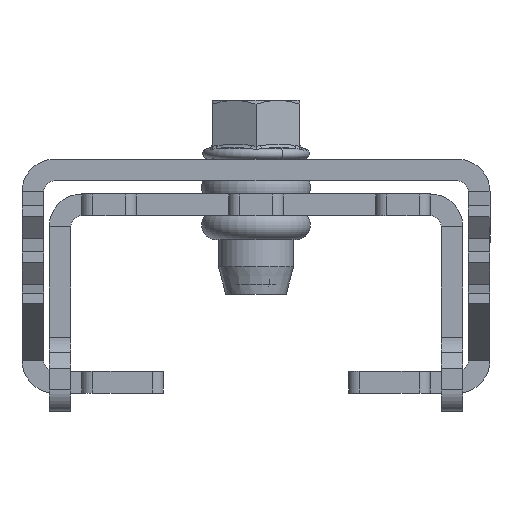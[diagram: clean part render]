
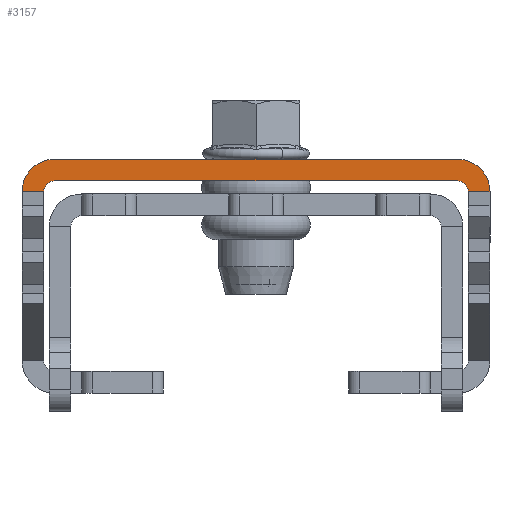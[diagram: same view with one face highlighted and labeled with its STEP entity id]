
A CAD part, left-side view. The second image highlights one B-rep face of the part: STEP entity #3157.
In plain terms, the highlighted face is planar.
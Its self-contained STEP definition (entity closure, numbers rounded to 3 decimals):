
#105 = DIRECTION ( 'NONE',  ( -1., 0., 0. ) ) ;
#143 = VERTEX_POINT ( 'NONE', #7818 ) ;
#1107 = FACE_OUTER_BOUND ( 'NONE', #2213, .T. ) ;
#1257 = AXIS2_PLACEMENT_3D ( 'NONE', #2760, #4401, #105 ) ;
#1981 = EDGE_CURVE ( 'NONE', #3566, #8243, #7104, .T. ) ;
#2048 = AXIS2_PLACEMENT_3D ( 'NONE', #2058, #4557, #3709 ) ;
#2058 = CARTESIAN_POINT ( 'NONE',  ( -21.5, 3., 8. ) ) ;
#2163 = ORIENTED_EDGE ( 'NONE', *, *, #4013, .T. ) ;
#2173 = LINE ( 'NONE', #10980, #3478 ) ;
#2213 = EDGE_LOOP ( 'NONE', ( #7134, #2290, #5083, #2163, #6351, #9702, #6549, #6369 ) ) ;
#2290 = ORIENTED_EDGE ( 'NONE', *, *, #7977, .T. ) ;
#2760 = CARTESIAN_POINT ( 'NONE',  ( -18.5, -3., 8. ) ) ;
#3157 = ADVANCED_FACE ( 'NONE', ( #1107 ), #4448, .F. ) ;
#3237 = CIRCLE ( 'NONE', #4323, 3. ) ;
#3253 = DIRECTION ( 'NONE',  ( -1., 0., 0. ) ) ;
#3478 = VECTOR ( 'NONE', #3253, 1000. ) ;
#3566 = VERTEX_POINT ( 'NONE', #7032 ) ;
#3620 = DIRECTION ( 'NONE',  ( -1., 0., 0. ) ) ;
#3653 = LINE ( 'NONE', #7100, #9756 ) ;
#3709 = DIRECTION ( 'NONE',  ( -1., 0., 0. ) ) ;
#3900 = CARTESIAN_POINT ( 'NONE',  ( 18.5, 0., 8. ) ) ;
#4013 = EDGE_CURVE ( 'NONE', #4657, #143, #3653, .T. ) ;
#4323 = AXIS2_PLACEMENT_3D ( 'NONE', #7261, #10738, #9779 ) ;
#4401 = DIRECTION ( 'NONE',  ( 0., 0., 1. ) ) ;
#4448 = PLANE ( 'NONE',  #2048 ) ;
#4557 = DIRECTION ( 'NONE',  ( 0., 0., -1. ) ) ;
#4657 = VERTEX_POINT ( 'NONE', #7989 ) ;
#4900 = CIRCLE ( 'NONE', #6357, 1. ) ;
#5035 = EDGE_CURVE ( 'NONE', #9867, #143, #5938, .T. ) ;
#5083 = ORIENTED_EDGE ( 'NONE', *, *, #6420, .T. ) ;
#5192 = EDGE_CURVE ( 'NONE', #8243, #8831, #3237, .T. ) ;
#5434 = CARTESIAN_POINT ( 'NONE',  ( -18.5, -2., 8. ) ) ;
#5564 = AXIS2_PLACEMENT_3D ( 'NONE', #6772, #9229, #5914 ) ;
#5719 = CARTESIAN_POINT ( 'NONE',  ( 21.5, -3., 8. ) ) ;
#5914 = DIRECTION ( 'NONE',  ( -1., 0., 0. ) ) ;
#5938 = CIRCLE ( 'NONE', #5564, 1. ) ;
#6351 = ORIENTED_EDGE ( 'NONE', *, *, #5035, .F. ) ;
#6357 = AXIS2_PLACEMENT_3D ( 'NONE', #7035, #7095, #7196 ) ;
#6369 = ORIENTED_EDGE ( 'NONE', *, *, #1981, .T. ) ;
#6420 = EDGE_CURVE ( 'NONE', #8799, #4657, #9239, .T. ) ;
#6549 = ORIENTED_EDGE ( 'NONE', *, *, #8114, .F. ) ;
#6772 = CARTESIAN_POINT ( 'NONE',  ( -18.5, -3., 8. ) ) ;
#7032 = CARTESIAN_POINT ( 'NONE',  ( 19.5, -3., 8. ) ) ;
#7035 = CARTESIAN_POINT ( 'NONE',  ( 18.5, -3., 8. ) ) ;
#7095 = DIRECTION ( 'NONE',  ( 0., 0., 1. ) ) ;
#7100 = CARTESIAN_POINT ( 'NONE',  ( -21.5, -3., 8. ) ) ;
#7104 = LINE ( 'NONE', #7969, #7300 ) ;
#7122 = LINE ( 'NONE', #10495, #8536 ) ;
#7134 = ORIENTED_EDGE ( 'NONE', *, *, #5192, .T. ) ;
#7196 = DIRECTION ( 'NONE',  ( -1., 0., 0. ) ) ;
#7214 = EDGE_CURVE ( 'NONE', #10875, #9867, #7122, .T. ) ;
#7261 = CARTESIAN_POINT ( 'NONE',  ( 18.5, -3., 8. ) ) ;
#7300 = VECTOR ( 'NONE', #10587, 1000. ) ;
#7818 = CARTESIAN_POINT ( 'NONE',  ( -19.5, -3., 8. ) ) ;
#7969 = CARTESIAN_POINT ( 'NONE',  ( -21.5, -3., 8. ) ) ;
#7977 = EDGE_CURVE ( 'NONE', #8831, #8799, #2173, .T. ) ;
#7989 = CARTESIAN_POINT ( 'NONE',  ( -21.5, -3., 8. ) ) ;
#8114 = EDGE_CURVE ( 'NONE', #3566, #10875, #4900, .T. ) ;
#8243 = VERTEX_POINT ( 'NONE', #5719 ) ;
#8281 = CARTESIAN_POINT ( 'NONE',  ( -18.5, 0., 8. ) ) ;
#8536 = VECTOR ( 'NONE', #3620, 1000. ) ;
#8756 = CARTESIAN_POINT ( 'NONE',  ( 18.5, -2., 8. ) ) ;
#8799 = VERTEX_POINT ( 'NONE', #8281 ) ;
#8831 = VERTEX_POINT ( 'NONE', #3900 ) ;
#9229 = DIRECTION ( 'NONE',  ( 0., 0., 1. ) ) ;
#9239 = CIRCLE ( 'NONE', #1257, 3. ) ;
#9702 = ORIENTED_EDGE ( 'NONE', *, *, #7214, .F. ) ;
#9756 = VECTOR ( 'NONE', #10582, 1000. ) ;
#9779 = DIRECTION ( 'NONE',  ( -1., 0., 0. ) ) ;
#9867 = VERTEX_POINT ( 'NONE', #5434 ) ;
#10495 = CARTESIAN_POINT ( 'NONE',  ( -21.5, -2., 8. ) ) ;
#10582 = DIRECTION ( 'NONE',  ( 1., 0., 0. ) ) ;
#10587 = DIRECTION ( 'NONE',  ( 1., 0., 0. ) ) ;
#10738 = DIRECTION ( 'NONE',  ( 0., 0., 1. ) ) ;
#10875 = VERTEX_POINT ( 'NONE', #8756 ) ;
#10980 = CARTESIAN_POINT ( 'NONE',  ( -21.5, 0., 8. ) ) ;
